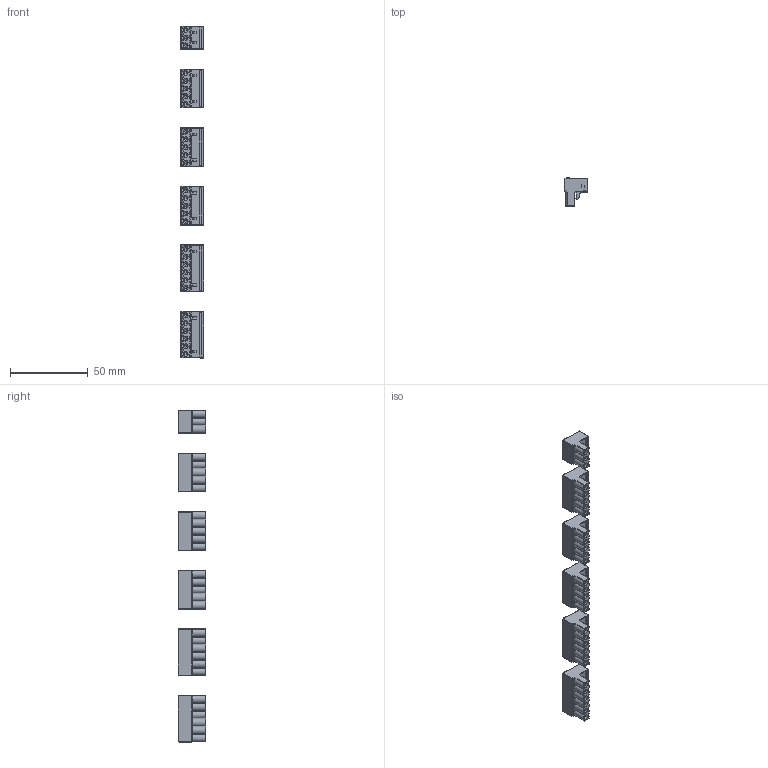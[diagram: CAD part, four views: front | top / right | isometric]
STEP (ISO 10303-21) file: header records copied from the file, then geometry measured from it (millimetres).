
FILE_DESCRIPTION (( 'STEP AP214' ), '1' );
FILE_NAME ('BX-RTB18.STEP', '2020-02-26T12:13:34', ( '' ), ( '' ), 'SwSTEP 2.0', 'SolidWorks 2017', '' );
FILE_SCHEMA (( 'AUTOMOTIVE_DESIGN' ));
Length unit declared in the file: inch
Products named in the file (1): BX-RTB18
Bounding box: 15 x 18 x 213.5 mm (x, y, z)
Volume: 22918.1 mm3; surface area: 18319.7 mm2
Topology: 6 solids, 6 shells, 1740 faces, 4362 edges, 2790 vertices
Faces by surface type: plane 1188, cylinder 492, cone 60
Entity records: 73959 total; most frequent: CARTESIAN_POINT 9433, ORIENTED_EDGE 8724, DIRECTION 8534, EDGE_CURVE 4362, VECTOR 3312, LINE 3312, VERTEX_POINT 2790, AXIS2_PLACEMENT_3D 2611
